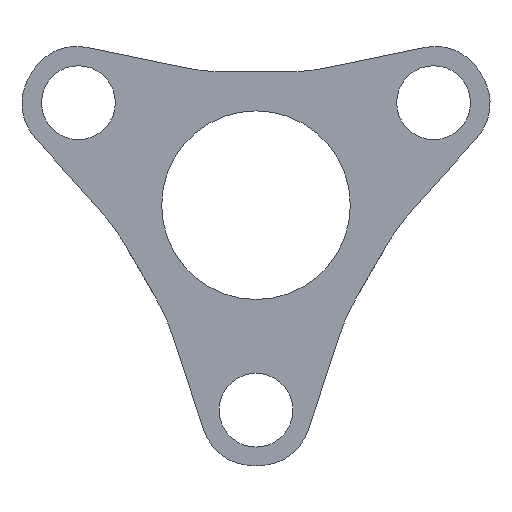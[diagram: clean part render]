
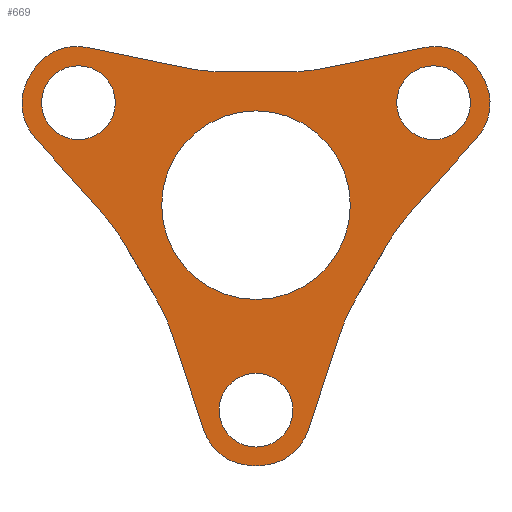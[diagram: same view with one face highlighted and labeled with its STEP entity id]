
A CAD part, front view. The second image highlights one B-rep face of the part: STEP entity #669.
In plain terms, the highlighted planar face has unit normal (0, -1, 0).
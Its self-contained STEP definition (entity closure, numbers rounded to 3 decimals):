
#22=FACE_BOUND('',#95,.T.);
#23=FACE_BOUND('',#96,.T.);
#24=FACE_BOUND('',#97,.T.);
#25=FACE_BOUND('',#98,.T.);
#39=PLANE('',#735);
#58=FACE_OUTER_BOUND('',#94,.T.);
#94=EDGE_LOOP('',(#481,#482,#483,#484,#485,#486,#487,#488,#489,#490,#491,
#492,#493,#494,#495,#496,#497,#498,#499,#500,#501,#502,#503,#504));
#95=EDGE_LOOP('',(#505));
#96=EDGE_LOOP('',(#506));
#97=EDGE_LOOP('',(#507));
#98=EDGE_LOOP('',(#508));
#126=LINE('',#987,#175);
#132=LINE('',#1002,#181);
#135=LINE('',#1016,#184);
#141=LINE('',#1031,#190);
#144=LINE('',#1045,#193);
#148=LINE('',#1059,#197);
#153=LINE('',#1077,#202);
#154=LINE('',#1084,#203);
#155=LINE('',#1091,#204);
#175=VECTOR('',#788,10.);
#181=VECTOR('',#802,10.);
#184=VECTOR('',#815,10.);
#190=VECTOR('',#829,10.);
#193=VECTOR('',#842,10.);
#197=VECTOR('',#856,10.);
#202=VECTOR('',#875,10.);
#203=VECTOR('',#882,10.);
#204=VECTOR('',#889,10.);
#222=CIRCLE('',#703,20.);
#224=CIRCLE('',#707,20.);
#227=CIRCLE('',#712,20.);
#229=CIRCLE('',#716,20.);
#232=CIRCLE('',#721,20.);
#235=CIRCLE('',#726,20.);
#237=CIRCLE('',#730,5.);
#239=CIRCLE('',#733,25.4);
#241=CIRCLE('',#736,5.);
#242=CIRCLE('',#737,25.4);
#243=CIRCLE('',#738,5.);
#244=CIRCLE('',#739,5.);
#245=CIRCLE('',#740,25.4);
#246=CIRCLE('',#741,5.);
#247=CIRCLE('',#742,5.);
#248=CIRCLE('',#743,9.2);
#249=CIRCLE('',#744,3.6);
#250=CIRCLE('',#745,3.6);
#251=CIRCLE('',#746,3.6);
#263=VERTEX_POINT('',#977);
#264=VERTEX_POINT('',#978);
#267=VERTEX_POINT('',#986);
#269=VERTEX_POINT('',#992);
#270=VERTEX_POINT('',#993);
#274=VERTEX_POINT('',#1006);
#275=VERTEX_POINT('',#1007);
#278=VERTEX_POINT('',#1015);
#280=VERTEX_POINT('',#1021);
#281=VERTEX_POINT('',#1022);
#285=VERTEX_POINT('',#1035);
#286=VERTEX_POINT('',#1036);
#289=VERTEX_POINT('',#1044);
#292=VERTEX_POINT('',#1052);
#294=VERTEX_POINT('',#1058);
#296=VERTEX_POINT('',#1064);
#298=VERTEX_POINT('',#1070);
#300=VERTEX_POINT('',#1076);
#301=VERTEX_POINT('',#1078);
#302=VERTEX_POINT('',#1080);
#303=VERTEX_POINT('',#1083);
#304=VERTEX_POINT('',#1085);
#305=VERTEX_POINT('',#1087);
#306=VERTEX_POINT('',#1090);
#307=VERTEX_POINT('',#1093);
#308=VERTEX_POINT('',#1095);
#309=VERTEX_POINT('',#1097);
#310=VERTEX_POINT('',#1099);
#327=EDGE_CURVE('',#263,#264,#222,.T.);
#331=EDGE_CURVE('',#267,#264,#126,.T.);
#334=EDGE_CURVE('',#269,#270,#224,.T.);
#339=EDGE_CURVE('',#263,#270,#132,.T.);
#341=EDGE_CURVE('',#274,#275,#227,.T.);
#345=EDGE_CURVE('',#278,#275,#135,.T.);
#348=EDGE_CURVE('',#280,#281,#229,.T.);
#353=EDGE_CURVE('',#274,#281,#141,.T.);
#355=EDGE_CURVE('',#285,#286,#232,.T.);
#359=EDGE_CURVE('',#289,#286,#144,.T.);
#363=EDGE_CURVE('',#289,#292,#235,.T.);
#366=EDGE_CURVE('',#294,#292,#148,.T.);
#369=EDGE_CURVE('',#278,#296,#237,.T.);
#372=EDGE_CURVE('',#298,#296,#239,.T.);
#375=EDGE_CURVE('',#280,#300,#153,.T.);
#376=EDGE_CURVE('',#301,#300,#241,.T.);
#377=EDGE_CURVE('',#301,#302,#242,.T.);
#378=EDGE_CURVE('',#294,#302,#243,.T.);
#379=EDGE_CURVE('',#285,#303,#154,.T.);
#380=EDGE_CURVE('',#304,#303,#244,.T.);
#381=EDGE_CURVE('',#304,#305,#245,.T.);
#382=EDGE_CURVE('',#267,#305,#246,.T.);
#383=EDGE_CURVE('',#269,#306,#155,.T.);
#384=EDGE_CURVE('',#298,#306,#247,.T.);
#385=EDGE_CURVE('',#307,#307,#248,.T.);
#386=EDGE_CURVE('',#308,#308,#249,.F.);
#387=EDGE_CURVE('',#309,#309,#250,.F.);
#388=EDGE_CURVE('',#310,#310,#251,.F.);
#481=ORIENTED_EDGE('',*,*,#369,.F.);
#482=ORIENTED_EDGE('',*,*,#345,.T.);
#483=ORIENTED_EDGE('',*,*,#341,.F.);
#484=ORIENTED_EDGE('',*,*,#353,.T.);
#485=ORIENTED_EDGE('',*,*,#348,.F.);
#486=ORIENTED_EDGE('',*,*,#375,.T.);
#487=ORIENTED_EDGE('',*,*,#376,.F.);
#488=ORIENTED_EDGE('',*,*,#377,.T.);
#489=ORIENTED_EDGE('',*,*,#378,.F.);
#490=ORIENTED_EDGE('',*,*,#366,.T.);
#491=ORIENTED_EDGE('',*,*,#363,.F.);
#492=ORIENTED_EDGE('',*,*,#359,.T.);
#493=ORIENTED_EDGE('',*,*,#355,.F.);
#494=ORIENTED_EDGE('',*,*,#379,.T.);
#495=ORIENTED_EDGE('',*,*,#380,.F.);
#496=ORIENTED_EDGE('',*,*,#381,.T.);
#497=ORIENTED_EDGE('',*,*,#382,.F.);
#498=ORIENTED_EDGE('',*,*,#331,.T.);
#499=ORIENTED_EDGE('',*,*,#327,.F.);
#500=ORIENTED_EDGE('',*,*,#339,.T.);
#501=ORIENTED_EDGE('',*,*,#334,.F.);
#502=ORIENTED_EDGE('',*,*,#383,.T.);
#503=ORIENTED_EDGE('',*,*,#384,.F.);
#504=ORIENTED_EDGE('',*,*,#372,.T.);
#505=ORIENTED_EDGE('',*,*,#385,.T.);
#506=ORIENTED_EDGE('',*,*,#386,.T.);
#507=ORIENTED_EDGE('',*,*,#387,.T.);
#508=ORIENTED_EDGE('',*,*,#388,.T.);
#669=ADVANCED_FACE('',(#58,#22,#23,#24,#25),#39,.F.);
#703=AXIS2_PLACEMENT_3D('',#979,#780,#781);
#707=AXIS2_PLACEMENT_3D('',#994,#793,#794);
#712=AXIS2_PLACEMENT_3D('',#1008,#807,#808);
#716=AXIS2_PLACEMENT_3D('',#1023,#820,#821);
#721=AXIS2_PLACEMENT_3D('',#1037,#834,#835);
#726=AXIS2_PLACEMENT_3D('',#1053,#849,#850);
#730=AXIS2_PLACEMENT_3D('',#1065,#861,#862);
#733=AXIS2_PLACEMENT_3D('',#1071,#868,#869);
#735=AXIS2_PLACEMENT_3D('',#1075,#873,#874);
#736=AXIS2_PLACEMENT_3D('',#1079,#876,#877);
#737=AXIS2_PLACEMENT_3D('',#1081,#878,#879);
#738=AXIS2_PLACEMENT_3D('',#1082,#880,#881);
#739=AXIS2_PLACEMENT_3D('',#1086,#883,#884);
#740=AXIS2_PLACEMENT_3D('',#1088,#885,#886);
#741=AXIS2_PLACEMENT_3D('',#1089,#887,#888);
#742=AXIS2_PLACEMENT_3D('',#1092,#890,#891);
#743=AXIS2_PLACEMENT_3D('',#1094,#892,#893);
#744=AXIS2_PLACEMENT_3D('',#1096,#894,#895);
#745=AXIS2_PLACEMENT_3D('',#1098,#896,#897);
#746=AXIS2_PLACEMENT_3D('',#1100,#898,#899);
#780=DIRECTION('center_axis',(0.,-1.,0.));
#781=DIRECTION('ref_axis',(-0.913,0.,0.409));
#788=DIRECTION('',(0.313,0.,0.95));
#793=DIRECTION('center_axis',(0.,-1.,0.));
#794=DIRECTION('ref_axis',(-0.81,0.,0.586));
#802=DIRECTION('',(0.5,0.,0.866));
#807=DIRECTION('center_axis',(0.,-1.,0.));
#808=DIRECTION('ref_axis',(0.102,0.,-0.995));
#815=DIRECTION('',(-0.979,0.,-0.203));
#820=DIRECTION('center_axis',(0.,-1.,0.));
#821=DIRECTION('ref_axis',(-0.102,0.,-0.995));
#829=DIRECTION('',(-1.,0.,0.));
#834=DIRECTION('center_axis',(0.,-1.,0.));
#835=DIRECTION('ref_axis',(0.913,0.,0.409));
#842=DIRECTION('',(0.5,0.,-0.866));
#849=DIRECTION('center_axis',(0.,-1.,0.));
#850=DIRECTION('ref_axis',(0.81,0.,0.586));
#856=DIRECTION('',(0.666,0.,-0.746));
#861=DIRECTION('center_axis',(0.,1.,0.));
#862=DIRECTION('ref_axis',(0.401,0.,0.916));
#868=DIRECTION('center_axis',(0.,-1.,0.));
#869=DIRECTION('ref_axis',(1.,0.,0.));
#873=DIRECTION('center_axis',(0.,1.,0.));
#874=DIRECTION('ref_axis',(1.,0.,0.));
#875=DIRECTION('',(-0.979,0.,0.203));
#876=DIRECTION('center_axis',(0.,1.,0.));
#877=DIRECTION('ref_axis',(-0.401,0.,0.916));
#878=DIRECTION('center_axis',(0.,-1.,0.));
#879=DIRECTION('ref_axis',(1.,0.,0.));
#880=DIRECTION('center_axis',(0.,1.,0.));
#881=DIRECTION('ref_axis',(-0.994,0.,-0.11));
#882=DIRECTION('',(0.313,0.,-0.95));
#883=DIRECTION('center_axis',(0.,1.,0.));
#884=DIRECTION('ref_axis',(-0.593,0.,-0.806));
#885=DIRECTION('center_axis',(0.,-1.,0.));
#886=DIRECTION('ref_axis',(1.,0.,0.));
#887=DIRECTION('center_axis',(0.,1.,0.));
#888=DIRECTION('ref_axis',(0.593,0.,-0.806));
#889=DIRECTION('',(0.666,0.,0.746));
#890=DIRECTION('center_axis',(0.,1.,0.));
#891=DIRECTION('ref_axis',(0.994,0.,-0.11));
#892=DIRECTION('center_axis',(0.,1.,0.));
#893=DIRECTION('ref_axis',(1.,0.,0.));
#894=DIRECTION('center_axis',(0.,-1.,0.));
#895=DIRECTION('ref_axis',(-1.,0.,0.));
#896=DIRECTION('center_axis',(0.,-1.,0.));
#897=DIRECTION('ref_axis',(-1.,0.,0.));
#898=DIRECTION('center_axis',(0.,-1.,0.));
#899=DIRECTION('ref_axis',(-1.,0.,0.));
#977=CARTESIAN_POINT('',(-1790.214,1558.,65.949));
#978=CARTESIAN_POINT('',(-1791.886,1558.,62.219));
#979=CARTESIAN_POINT('Origin',(-1772.894,1558.,55.949));
#986=CARTESIAN_POINT('',(-1794.917,1558.,53.035));
#987=CARTESIAN_POINT('',(-1792.411,1558.,60.627));
#992=CARTESIAN_POINT('',(-1784.874,1558.,74.363));
#993=CARTESIAN_POINT('',(-1787.269,1558.,71.051));
#994=CARTESIAN_POINT('Origin',(-1769.948,1558.,61.051));
#1002=CARTESIAN_POINT('',(-1789.992,1558.,66.335));
#1006=CARTESIAN_POINT('',(-1797.055,1558.,88.));
#1007=CARTESIAN_POINT('',(-1792.988,1558.,88.418));
#1008=CARTESIAN_POINT('Origin',(-1797.055,1558.,108.));
#1015=CARTESIAN_POINT('',(-1783.519,1558.,90.384));
#1016=CARTESIAN_POINT('',(-1791.347,1558.,88.759));
#1021=CARTESIAN_POINT('',(-1807.012,1558.,88.418));
#1022=CARTESIAN_POINT('',(-1802.945,1558.,88.));
#1023=CARTESIAN_POINT('Origin',(-1802.945,1558.,108.));
#1031=CARTESIAN_POINT('',(-1797.5,1558.,88.));
#1035=CARTESIAN_POINT('',(-1808.114,1558.,62.219));
#1036=CARTESIAN_POINT('',(-1809.786,1558.,65.949));
#1037=CARTESIAN_POINT('Origin',(-1827.106,1558.,55.949));
#1044=CARTESIAN_POINT('',(-1812.731,1558.,71.051));
#1045=CARTESIAN_POINT('',(-1812.508,1558.,70.665));
#1052=CARTESIAN_POINT('',(-1815.126,1558.,74.363));
#1053=CARTESIAN_POINT('Origin',(-1830.052,1558.,61.051));
#1058=CARTESIAN_POINT('',(-1821.563,1558.,81.581));
#1059=CARTESIAN_POINT('',(-1816.242,1558.,75.614));
#1064=CARTESIAN_POINT('',(-1778.214,1558.,88.059));
#1065=CARTESIAN_POINT('Origin',(-1782.503,1558.,85.488));
#1070=CARTESIAN_POINT('',(-1777.798,1558.,87.337));
#1071=CARTESIAN_POINT('Origin',(-1800.,1558.,75.));
#1075=CARTESIAN_POINT('Origin',(-1800.,1558.,75.));
#1076=CARTESIAN_POINT('',(-1816.481,1558.,90.384));
#1077=CARTESIAN_POINT('',(-1801.309,1558.,87.234));
#1078=CARTESIAN_POINT('',(-1821.786,1558.,88.059));
#1079=CARTESIAN_POINT('Origin',(-1817.497,1558.,85.488));
#1080=CARTESIAN_POINT('',(-1822.202,1558.,87.337));
#1081=CARTESIAN_POINT('Origin',(-1800.,1558.,75.));
#1082=CARTESIAN_POINT('Origin',(-1817.832,1558.,84.909));
#1083=CARTESIAN_POINT('',(-1805.083,1558.,53.035));
#1084=CARTESIAN_POINT('',(-1809.94,1558.,67.749));
#1085=CARTESIAN_POINT('',(-1800.417,1558.,49.603));
#1086=CARTESIAN_POINT('Origin',(-1800.335,1558.,54.603));
#1087=CARTESIAN_POINT('',(-1799.583,1558.,49.603));
#1088=CARTESIAN_POINT('Origin',(-1800.,1558.,75.));
#1089=CARTESIAN_POINT('Origin',(-1799.665,1558.,54.603));
#1090=CARTESIAN_POINT('',(-1778.437,1558.,81.581));
#1091=CARTESIAN_POINT('',(-1788.751,1558.,70.017));
#1092=CARTESIAN_POINT('Origin',(-1782.168,1558.,84.909));
#1093=CARTESIAN_POINT('',(-1809.2,1558.,75.));
#1094=CARTESIAN_POINT('Origin',(-1800.,1558.,75.));
#1095=CARTESIAN_POINT('',(-1813.721,1558.,85.));
#1096=CARTESIAN_POINT('Origin',(-1817.321,1558.,85.));
#1097=CARTESIAN_POINT('',(-1779.079,1558.,85.));
#1098=CARTESIAN_POINT('Origin',(-1782.679,1558.,85.));
#1099=CARTESIAN_POINT('',(-1796.4,1558.,55.));
#1100=CARTESIAN_POINT('Origin',(-1800.,1558.,55.));
